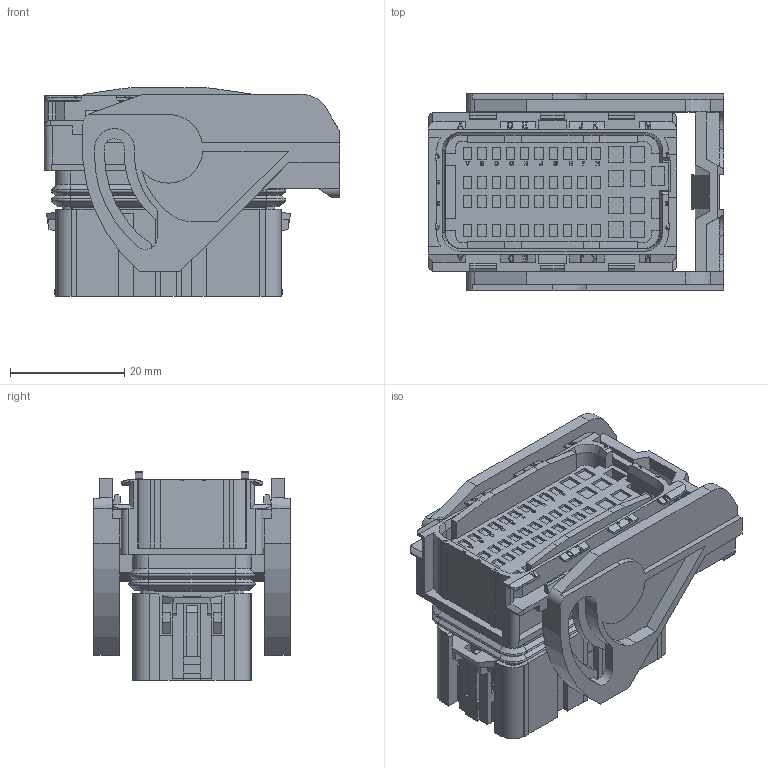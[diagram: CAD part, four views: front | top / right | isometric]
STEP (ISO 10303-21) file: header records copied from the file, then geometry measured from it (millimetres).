
FILE_DESCRIPTION(/* description */ (''),/* implementation_level */ '2;1');
FILE_NAME(/* name */ '13956255_ENV10_01.stp',/* time_stamp */ '2018-05-02T17:05:43+06:00',/* author */ (''),/* organization */ (''),/* preprocessor_version */ 'ST-DEVELOPER v15',/* originating_system */ 'SIEMENS PLM Software NX 9.0',/* authorisation */ '');
FILE_SCHEMA (('AP203_CONFIGURATION_CONTROLLED_3D_DESIGN_OF_MECHANICAL_PARTS_AND_ASSEMBLIES_MIM_LF { 1 0 10303 403 2 1 2}'));
Products named in the file (1): _
Bounding box: 51.75 x 34.4 x 36.6 mm (x, y, z)
Volume: 31721.9 mm3; surface area: 21160.1 mm2
Topology: 1 solids, 2 shells, 2103 faces, 5742 edges, 3755 vertices
Faces by surface type: plane 1767, cylinder 190, extrusion 70, torus 36, cone 36, bspline 4
Full cylindrical faces by diameter (mm): 5.05 x2
Entity records: 68877 total; most frequent: CARTESIAN_POINT 16189, ORIENTED_EDGE 11478, DIRECTION 9743, EDGE_CURVE 5739, VECTOR 4775, LINE 4705, VERTEX_POINT 3754, AXIS2_PLACEMENT_3D 2484
